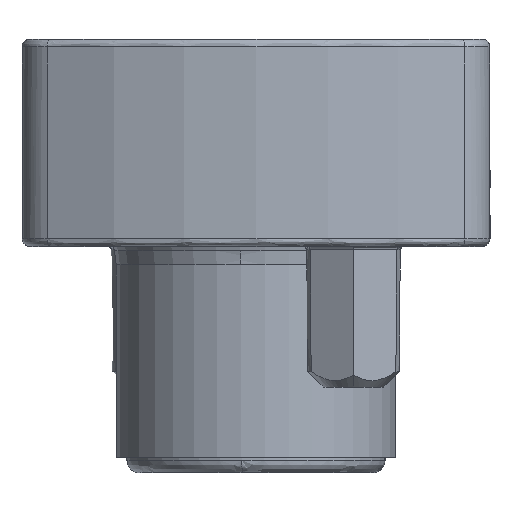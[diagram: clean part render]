
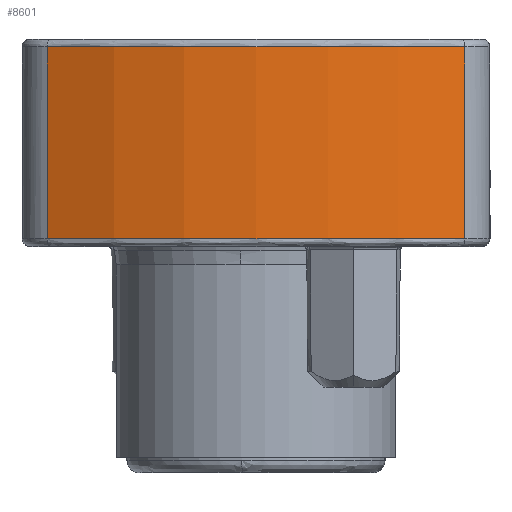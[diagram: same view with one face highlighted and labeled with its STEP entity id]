
A CAD part, left-side view. The second image highlights one B-rep face of the part: STEP entity #8601.
In plain terms, the highlighted cylindrical face has radius 7.367 mm (diameter 14.733 mm), a partial arc.
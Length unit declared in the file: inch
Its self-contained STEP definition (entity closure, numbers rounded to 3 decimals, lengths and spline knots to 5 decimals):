
#4 = ORIENTED_EDGE ( 'NONE', *, *, #11867, .T. ) ;
#6 = ORIENTED_EDGE ( 'NONE', *, *, #8020, .T. ) ;
#7 = EDGE_LOOP ( 'NONE', ( #15486, #15496, #6, #4 ) ) ;
#2344 = AXIS2_PLACEMENT_3D ( 'NONE', #21455, #21457, #21459 ) ;
#2346 = AXIS2_PLACEMENT_3D ( 'NONE', #21715, #21717, #21719 ) ;
#5680 = FACE_OUTER_BOUND ( 'NONE', #7, .T. ) ;
#5682 = CYLINDRICAL_SURFACE ( 'NONE', #22938, 0.29002 ) ;
#7436 = CARTESIAN_POINT ( 'NONE',  ( -1.20622, 0.18492, 0.06985 ) ) ;
#7443 = DIRECTION ( 'NONE',  ( 0., 0., -1. ) ) ;
#8020 = EDGE_CURVE ( 'NONE', #29172, #29164, #18088, .T. ) ;
#8601 = ADVANCED_FACE ( 'NONE', ( #5680 ), #5682, .T. ) ;
#11843 = EDGE_CURVE ( 'NONE', #29160, #29172, #19959, .T. ) ;
#11867 = EDGE_CURVE ( 'NONE', #29164, #29176, #19972, .T. ) ;
#11900 = EDGE_CURVE ( 'NONE', #29160, #29176, #19995, .T. ) ;
#15486 = ORIENTED_EDGE ( 'NONE', *, *, #11900, .F. ) ;
#15496 = ORIENTED_EDGE ( 'NONE', *, *, #11843, .T. ) ;
#18088 = LINE ( 'NONE', #7436, #18101 ) ;
#18101 = VECTOR ( 'NONE', #7443, 39.37008 ) ;
#18183 = DIRECTION ( 'NONE',  ( 1., 0., 0. ) ) ;
#18231 = CARTESIAN_POINT ( 'NONE',  ( -0.94892, 0.05108, 0.06985 ) ) ;
#18232 = DIRECTION ( 'NONE',  ( 0., 0., 1. ) ) ;
#19959 = CIRCLE ( 'NONE', #2344, 0.29002 ) ;
#19972 = CIRCLE ( 'NONE', #2346, 0.29002 ) ;
#19995 = LINE ( 'NONE', #21935, #19998 ) ;
#19998 = VECTOR ( 'NONE', #21936, 39.37008 ) ;
#21455 = CARTESIAN_POINT ( 'NONE',  ( -0.94892, 0.05108, 0.19785 ) ) ;
#21457 = DIRECTION ( 'NONE',  ( 0., 0., -1. ) ) ;
#21459 = DIRECTION ( 'NONE',  ( 1., 0., 0. ) ) ;
#21715 = CARTESIAN_POINT ( 'NONE',  ( -0.94892, 0.05108, 0.07485 ) ) ;
#21717 = DIRECTION ( 'NONE',  ( 0., 0., 1. ) ) ;
#21719 = DIRECTION ( 'NONE',  ( 1., 0., 0. ) ) ;
#21935 = CARTESIAN_POINT ( 'NONE',  ( -1.20622, -0.08277, 0.06985 ) ) ;
#21936 = DIRECTION ( 'NONE',  ( 0., 0., -1. ) ) ;
#22938 = AXIS2_PLACEMENT_3D ( 'NONE', #18231, #18232, #18183 ) ;
#28742 = CARTESIAN_POINT ( 'NONE',  ( -1.20622, 0.18492, 0.19785 ) ) ;
#28763 = CARTESIAN_POINT ( 'NONE',  ( -1.20622, -0.08277, 0.19785 ) ) ;
#28767 = CARTESIAN_POINT ( 'NONE',  ( -1.20622, 0.18492, 0.07485 ) ) ;
#28775 = CARTESIAN_POINT ( 'NONE',  ( -1.20622, -0.08277, 0.07485 ) ) ;
#29160 = VERTEX_POINT ( 'NONE', #28763 ) ;
#29164 = VERTEX_POINT ( 'NONE', #28767 ) ;
#29172 = VERTEX_POINT ( 'NONE', #28742 ) ;
#29176 = VERTEX_POINT ( 'NONE', #28775 ) ;
